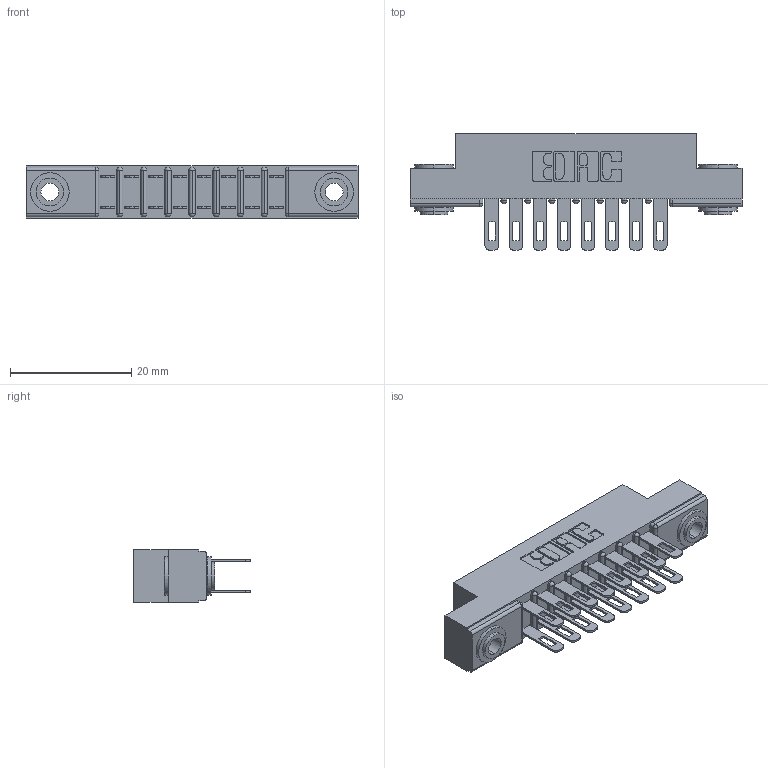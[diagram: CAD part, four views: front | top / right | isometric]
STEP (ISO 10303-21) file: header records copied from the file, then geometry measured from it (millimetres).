
FILE_DESCRIPTION (( 'STEP AP203' ), '1' );
FILE_NAME ('307-016-500-203.STEP', '2019-09-05T19:03:08', ( '' ), ( '' ), 'SwSTEP 2.0', 'SolidWorks 2016', '' );
FILE_SCHEMA (( 'CONFIG_CONTROL_DESIGN' ));
Length unit declared in the file: inch
Products named in the file (4): 345-250-002_345-250-002-102; 307-290-001_500; 307-016-500-203; 307 Part_.156 Dia Mounting Holes
Assembly tree (19 placements, depth 2):
  307-016-500-203
    307 Part_.156 Dia Mounting Holes
    307-290-001_500  x16
    345-250-002_345-250-002-102  x2
Bounding box: 54.71 x 19.18 x 8.71 mm (x, y, z)
Volume: 3627.4 mm3; surface area: 6178.5 mm2
Topology: 19 solids, 19 shells, 915 faces, 2515 edges, 1626 vertices
Faces by surface type: plane 574, cylinder 315, sphere 18, cone 8
Entity records: 12345 total; most frequent: CARTESIAN_POINT 2009, DIRECTION 1999, ORIENTED_EDGE 1978, EDGE_CURVE 989, VECTOR 735, LINE 735, VERTEX_POINT 642, AXIS2_PLACEMENT_3D 632
